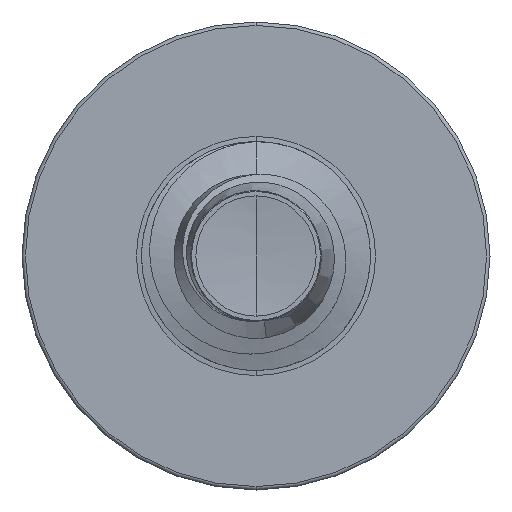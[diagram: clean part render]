
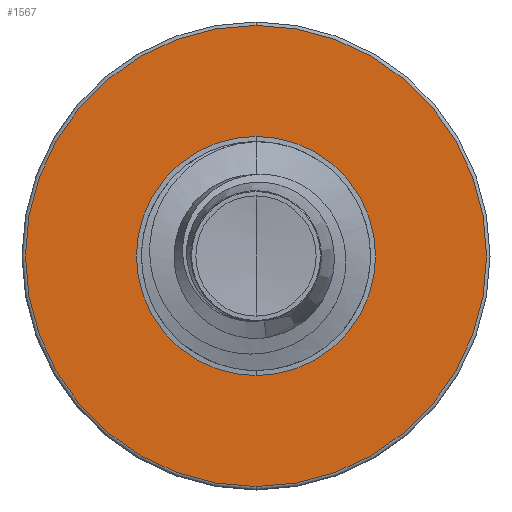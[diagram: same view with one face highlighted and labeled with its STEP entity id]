
A CAD part, front view. The second image highlights one B-rep face of the part: STEP entity #1567.
In plain terms, the highlighted planar face has unit normal (0, -1, 0).
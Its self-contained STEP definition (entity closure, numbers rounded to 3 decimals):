
#45 = CARTESIAN_POINT ( 'NONE',  ( 0., 3., -2.217 ) ) ;
#113 = AXIS2_PLACEMENT_3D ( 'NONE', #5051, #973, #5657 ) ;
#457 = VERTEX_POINT ( 'NONE', #3651 ) ;
#630 = CIRCLE ( 'NONE', #113, 1.15 ) ;
#649 = EDGE_CURVE ( 'NONE', #457, #2387, #1093, .T. ) ;
#830 = AXIS2_PLACEMENT_3D ( 'NONE', #4060, #4358, #4113 ) ;
#862 = VERTEX_POINT ( 'NONE', #3248 ) ;
#973 = DIRECTION ( 'NONE',  ( 0., 1., 0. ) ) ;
#1093 = CIRCLE ( 'NONE', #1658, 1.15 ) ;
#1392 = DIRECTION ( 'NONE',  ( 0., 1., 0. ) ) ;
#1531 = CARTESIAN_POINT ( 'NONE',  ( 0., 3., -1.15 ) ) ;
#1567 = ADVANCED_FACE ( 'NONE', ( #5853, #4429 ), #4610, .F. ) ;
#1658 = AXIS2_PLACEMENT_3D ( 'NONE', #2153, #2134, #5808 ) ;
#1818 = EDGE_LOOP ( 'NONE', ( #3709, #7046 ) ) ;
#2134 = DIRECTION ( 'NONE',  ( 0., 1., 0. ) ) ;
#2153 = CARTESIAN_POINT ( 'NONE',  ( 0., 3., 0. ) ) ;
#2276 = CIRCLE ( 'NONE', #2602, 2.217 ) ;
#2364 = ORIENTED_EDGE ( 'NONE', *, *, #5701, .T. ) ;
#2387 = VERTEX_POINT ( 'NONE', #1531 ) ;
#2578 = EDGE_LOOP ( 'NONE', ( #6532, #2364 ) ) ;
#2602 = AXIS2_PLACEMENT_3D ( 'NONE', #5409, #1392, #5992 ) ;
#2638 = CARTESIAN_POINT ( 'NONE',  ( 0., 3., 0. ) ) ;
#2997 = EDGE_CURVE ( 'NONE', #3922, #862, #4322, .T. ) ;
#3012 = AXIS2_PLACEMENT_3D ( 'NONE', #2638, #7011, #3327 ) ;
#3248 = CARTESIAN_POINT ( 'NONE',  ( 0., 3., 2.217 ) ) ;
#3327 = DIRECTION ( 'NONE',  ( 0., 0., 1. ) ) ;
#3651 = CARTESIAN_POINT ( 'NONE',  ( 0., 3., 1.15 ) ) ;
#3709 = ORIENTED_EDGE ( 'NONE', *, *, #7974, .F. ) ;
#3922 = VERTEX_POINT ( 'NONE', #45 ) ;
#4060 = CARTESIAN_POINT ( 'NONE',  ( 0., 3., -1.15 ) ) ;
#4113 = DIRECTION ( 'NONE',  ( 0., 0., 1. ) ) ;
#4322 = CIRCLE ( 'NONE', #3012, 2.217 ) ;
#4358 = DIRECTION ( 'NONE',  ( 0., 1., 0. ) ) ;
#4429 = FACE_BOUND ( 'NONE', #2578, .T. ) ;
#4610 = PLANE ( 'NONE',  #830 ) ;
#5051 = CARTESIAN_POINT ( 'NONE',  ( 0., 3., 0. ) ) ;
#5409 = CARTESIAN_POINT ( 'NONE',  ( 0., 3., 0. ) ) ;
#5657 = DIRECTION ( 'NONE',  ( 0., 0., 1. ) ) ;
#5701 = EDGE_CURVE ( 'NONE', #2387, #457, #630, .T. ) ;
#5808 = DIRECTION ( 'NONE',  ( 0., 0., 1. ) ) ;
#5853 = FACE_OUTER_BOUND ( 'NONE', #1818, .T. ) ;
#5992 = DIRECTION ( 'NONE',  ( 0., 0., 1. ) ) ;
#6532 = ORIENTED_EDGE ( 'NONE', *, *, #649, .T. ) ;
#7011 = DIRECTION ( 'NONE',  ( 0., 1., 0. ) ) ;
#7046 = ORIENTED_EDGE ( 'NONE', *, *, #2997, .F. ) ;
#7974 = EDGE_CURVE ( 'NONE', #862, #3922, #2276, .T. ) ;
